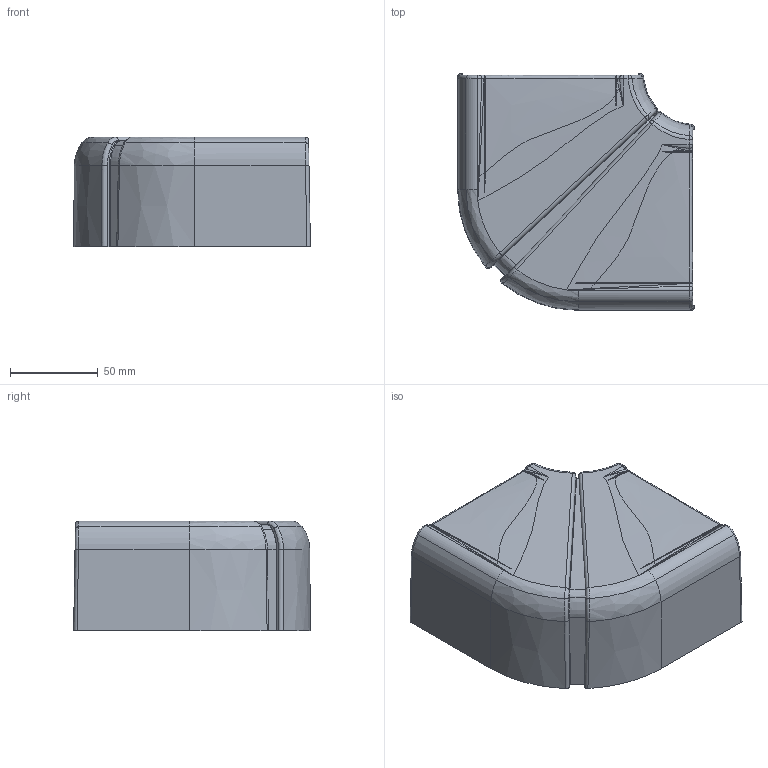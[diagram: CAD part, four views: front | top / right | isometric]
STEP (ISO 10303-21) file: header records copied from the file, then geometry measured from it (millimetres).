
FILE_DESCRIPTION (( 'STEP AP214' ), '1' );
FILE_NAME ('CKK-40D-P-100-060-K01 Ïëîñêèé èçìåíÿåìûé óãîë äëÿ Ê.Ê. Ïðàéìåð 100õ60.STEP', '2016-07-18T07:37:27', ( '' ), ( '' ), 'SwSTEP 2.0', 'SolidWorks 2014', '' );
FILE_SCHEMA (( 'AUTOMOTIVE_DESIGN' ));
Length unit declared in the file: millimetre
Products named in the file (1): CKK-40D-P-100-060-K01 Ïëîñêèé èçìåíÿåìûé óãîë äëÿ Ê.Ê. Ïðàéìåð 100õ60
Bounding box: 134.86 x 134.86 x 62.5 mm (x, y, z)
Volume: 66781.3 mm3; surface area: 69139.1 mm2
Topology: 2 solids, 2 shells, 348 faces, 926 edges, 578 vertices
Faces by surface type: bspline 212, plane 93, cylinder 35, cone 8
Entity records: 26288 total; most frequent: CARTESIAN_POINT 19535, ORIENTED_EDGE 1840, EDGE_CURVE 920, DIRECTION 629, B_SPLINE_CURVE_WITH_KNOTS 601, VERTEX_POINT 578, EDGE_LOOP 350, ADVANCED_FACE 348
